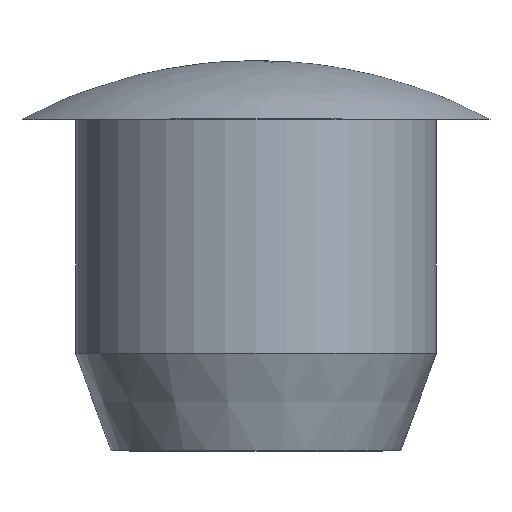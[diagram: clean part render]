
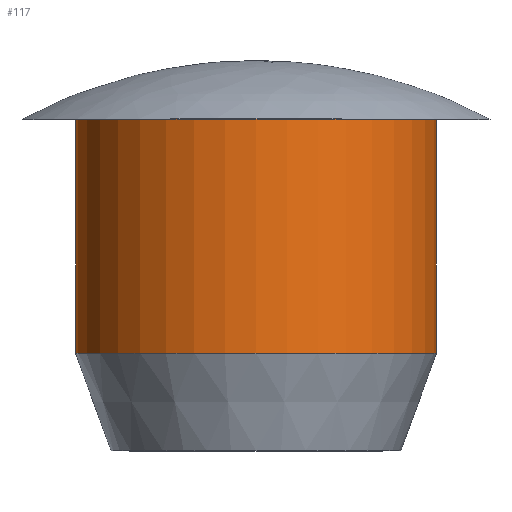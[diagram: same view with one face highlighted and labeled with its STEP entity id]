
A CAD part, top view. The second image highlights one B-rep face of the part: STEP entity #117.
In plain terms, the highlighted cylindrical face has radius 3.7 mm (diameter 7.4 mm), a full revolution.
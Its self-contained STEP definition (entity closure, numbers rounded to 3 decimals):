
#16=CYLINDRICAL_SURFACE('',#149,3.7);
#25=FACE_OUTER_BOUND('',#33,.T.);
#33=EDGE_LOOP('',(#92,#93,#94,#95,#96,#97));
#40=LINE('',#220,#43);
#43=VECTOR('',#183,3.7);
#45=CIRCLE('',#143,3.7);
#46=CIRCLE('',#144,3.7);
#50=CIRCLE('',#150,3.7);
#51=CIRCLE('',#151,3.7);
#57=VERTEX_POINT('',#203);
#58=VERTEX_POINT('',#204);
#62=VERTEX_POINT('',#216);
#63=VERTEX_POINT('',#217);
#69=EDGE_CURVE('',#57,#58,#45,.T.);
#70=EDGE_CURVE('',#58,#57,#46,.T.);
#75=EDGE_CURVE('',#62,#63,#50,.T.);
#76=EDGE_CURVE('',#63,#62,#51,.T.);
#77=EDGE_CURVE('',#63,#58,#40,.T.);
#92=ORIENTED_EDGE('',*,*,#75,.F.);
#93=ORIENTED_EDGE('',*,*,#76,.F.);
#94=ORIENTED_EDGE('',*,*,#77,.T.);
#95=ORIENTED_EDGE('',*,*,#69,.F.);
#96=ORIENTED_EDGE('',*,*,#70,.F.);
#97=ORIENTED_EDGE('',*,*,#77,.F.);
#117=ADVANCED_FACE('',(#25),#16,.T.);
#143=AXIS2_PLACEMENT_3D('',#205,#164,#165);
#144=AXIS2_PLACEMENT_3D('',#206,#166,#167);
#149=AXIS2_PLACEMENT_3D('',#215,#177,#178);
#150=AXIS2_PLACEMENT_3D('',#218,#179,#180);
#151=AXIS2_PLACEMENT_3D('',#219,#181,#182);
#164=DIRECTION('center_axis',(0.,-1.,0.));
#165=DIRECTION('ref_axis',(1.,0.,0.));
#166=DIRECTION('center_axis',(0.,-1.,0.));
#167=DIRECTION('ref_axis',(1.,0.,0.));
#177=DIRECTION('center_axis',(0.,1.,0.));
#178=DIRECTION('ref_axis',(-1.,0.,0.));
#179=DIRECTION('center_axis',(0.,1.,0.));
#180=DIRECTION('ref_axis',(-1.,0.,0.));
#181=DIRECTION('center_axis',(0.,1.,0.));
#182=DIRECTION('ref_axis',(-1.,0.,0.));
#183=DIRECTION('',(0.,-1.,0.));
#203=CARTESIAN_POINT('',(-3.7,-4.8,0.));
#204=CARTESIAN_POINT('',(3.7,-4.8,0.));
#205=CARTESIAN_POINT('Origin',(0.,-4.8,0.));
#206=CARTESIAN_POINT('Origin',(0.,-4.8,0.));
#215=CARTESIAN_POINT('Origin',(0.,-3.4,0.));
#216=CARTESIAN_POINT('',(-3.7,0.,0.));
#217=CARTESIAN_POINT('',(3.7,0.,0.));
#218=CARTESIAN_POINT('Origin',(0.,0.,
0.));
#219=CARTESIAN_POINT('Origin',(0.,0.,
0.));
#220=CARTESIAN_POINT('',(3.7,-3.4,0.));
